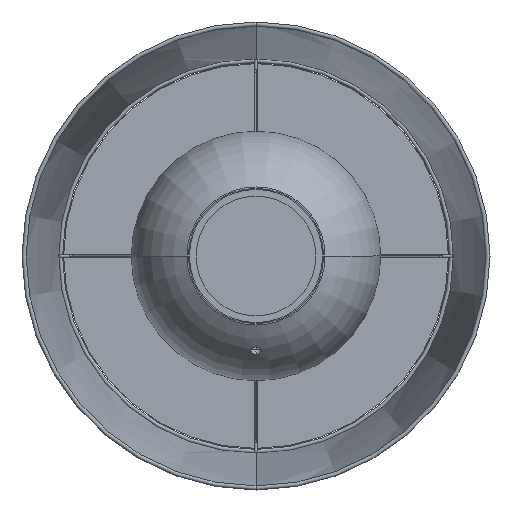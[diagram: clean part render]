
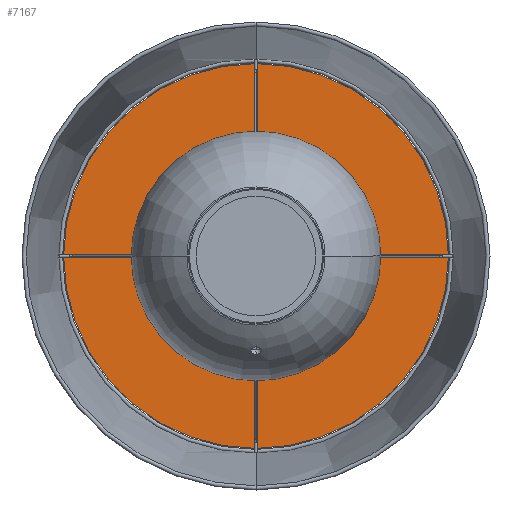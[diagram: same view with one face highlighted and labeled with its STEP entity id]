
A CAD part, front view. The second image highlights one B-rep face of the part: STEP entity #7167.
In plain terms, the highlighted planar face has unit normal (0, -1, 0).
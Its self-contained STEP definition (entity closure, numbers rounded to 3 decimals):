
#277 = DIRECTION ( 'NONE',  ( 0., 1., 0. ) ) ;
#446 = DIRECTION ( 'NONE',  ( 0., 1., 0. ) ) ;
#491 = DIRECTION ( 'NONE',  ( -1., 0., 0. ) ) ;
#749 = CIRCLE ( 'NONE', #5766, 185. ) ;
#885 = PLANE ( 'NONE',  #3658 ) ;
#1137 = EDGE_CURVE ( 'NONE', #6883, #7935, #4508, .T. ) ;
#1491 = AXIS2_PLACEMENT_3D ( 'NONE', #1840, #446, #491 ) ;
#1840 = CARTESIAN_POINT ( 'NONE',  ( 0., 631., 0. ) ) ;
#1896 = EDGE_CURVE ( 'NONE', #7935, #6883, #749, .T. ) ;
#2336 = DIRECTION ( 'NONE',  ( -1., 0., 0. ) ) ;
#3658 = AXIS2_PLACEMENT_3D ( 'NONE', #4162, #7003, #8357 ) ;
#4162 = CARTESIAN_POINT ( 'NONE',  ( 0., 631., 0. ) ) ;
#4508 = CIRCLE ( 'NONE', #1491, 185. ) ;
#4554 = CARTESIAN_POINT ( 'NONE',  ( -185., 631., 0. ) ) ;
#5011 = CARTESIAN_POINT ( 'NONE',  ( 0., 631., 0. ) ) ;
#5255 = ORIENTED_EDGE ( 'NONE', *, *, #1896, .F. ) ;
#5766 = AXIS2_PLACEMENT_3D ( 'NONE', #5011, #277, #2336 ) ;
#6218 = EDGE_LOOP ( 'NONE', ( #8811, #5255 ) ) ;
#6883 = VERTEX_POINT ( 'NONE', #4554 ) ;
#7003 = DIRECTION ( 'NONE',  ( 0., 1., 0. ) ) ;
#7045 = FACE_OUTER_BOUND ( 'NONE', #6218, .T. ) ;
#7167 = ADVANCED_FACE ( 'NONE', ( #7045 ), #885, .F. ) ;
#7697 = CARTESIAN_POINT ( 'NONE',  ( 185., 631., 0. ) ) ;
#7935 = VERTEX_POINT ( 'NONE', #7697 ) ;
#8357 = DIRECTION ( 'NONE',  ( -1., 0., 0. ) ) ;
#8811 = ORIENTED_EDGE ( 'NONE', *, *, #1137, .F. ) ;
